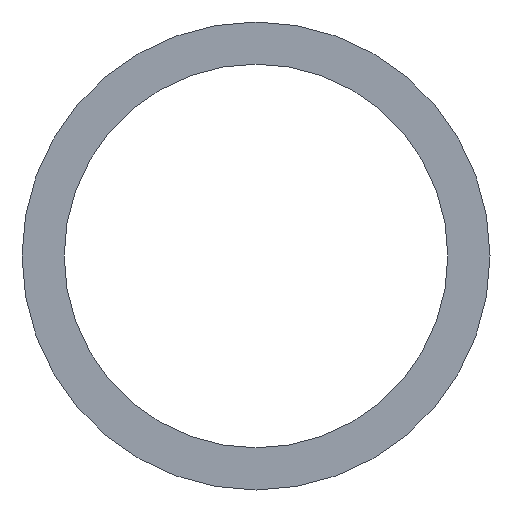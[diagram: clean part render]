
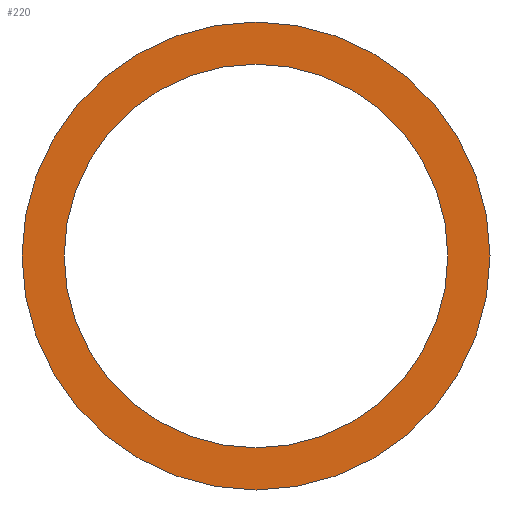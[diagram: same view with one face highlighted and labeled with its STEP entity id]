
A CAD part, front view. The second image highlights one B-rep face of the part: STEP entity #220.
In plain terms, the highlighted planar face has unit normal (0, -1, 0).
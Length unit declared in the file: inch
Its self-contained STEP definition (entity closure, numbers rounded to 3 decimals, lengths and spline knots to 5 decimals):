
#10 = DIRECTION ( 'NONE',  ( 0., 1., 0. ) ) ;
#14 = ORIENTED_EDGE ( 'NONE', *, *, #177, .T. ) ;
#18 = DIRECTION ( 'NONE',  ( 0., 0., 1. ) ) ;
#21 = CARTESIAN_POINT ( 'NONE',  ( 0., 0., 0.40985 ) ) ;
#27 = VERTEX_POINT ( 'NONE', #56 ) ;
#29 = CIRCLE ( 'NONE', #221, 0.40985 ) ;
#32 = CARTESIAN_POINT ( 'NONE',  ( 0., 0., 0. ) ) ;
#39 = CARTESIAN_POINT ( 'NONE',  ( 0., 0., 0. ) ) ;
#49 = EDGE_LOOP ( 'NONE', ( #14, #176 ) ) ;
#54 = CIRCLE ( 'NONE', #190, 0.40985 ) ;
#55 = DIRECTION ( 'NONE',  ( 0., 0., 1. ) ) ;
#56 = CARTESIAN_POINT ( 'NONE',  ( 0., 0., -0.40985 ) ) ;
#59 = DIRECTION ( 'NONE',  ( 0., 1., 0. ) ) ;
#66 = FACE_BOUND ( 'NONE', #49, .T. ) ;
#79 = DIRECTION ( 'NONE',  ( 0., 0., 1. ) ) ;
#81 = ORIENTED_EDGE ( 'NONE', *, *, #237, .F. ) ;
#93 = CARTESIAN_POINT ( 'NONE',  ( 0., 0., 0. ) ) ;
#94 = DIRECTION ( 'NONE',  ( 0., 1., 0. ) ) ;
#99 = EDGE_LOOP ( 'NONE', ( #217, #81 ) ) ;
#100 = DIRECTION ( 'NONE',  ( 0., 1., 0. ) ) ;
#102 = DIRECTION ( 'NONE',  ( 0., 0., 1. ) ) ;
#114 = CARTESIAN_POINT ( 'NONE',  ( 0., 0., 0. ) ) ;
#138 = CARTESIAN_POINT ( 'NONE',  ( 0., 0., 0.49985 ) ) ;
#141 = EDGE_CURVE ( 'NONE', #143, #158, #222, .T. ) ;
#143 = VERTEX_POINT ( 'NONE', #170 ) ;
#158 = VERTEX_POINT ( 'NONE', #138 ) ;
#165 = DIRECTION ( 'NONE',  ( 0., 0., 1. ) ) ;
#170 = CARTESIAN_POINT ( 'NONE',  ( 0., 0., -0.49985 ) ) ;
#176 = ORIENTED_EDGE ( 'NONE', *, *, #234, .T. ) ;
#177 = EDGE_CURVE ( 'NONE', #27, #238, #29, .T. ) ;
#184 = FACE_OUTER_BOUND ( 'NONE', #99, .T. ) ;
#185 = PLANE ( 'NONE',  #192 ) ;
#188 = AXIS2_PLACEMENT_3D ( 'NONE', #93, #100, #102 ) ;
#190 = AXIS2_PLACEMENT_3D ( 'NONE', #39, #59, #79 ) ;
#192 = AXIS2_PLACEMENT_3D ( 'NONE', #236, #239, #55 ) ;
#217 = ORIENTED_EDGE ( 'NONE', *, *, #141, .F. ) ;
#218 = AXIS2_PLACEMENT_3D ( 'NONE', #32, #10, #18 ) ;
#220 = ADVANCED_FACE ( 'NONE', ( #184, #66 ), #185, .F. ) ;
#221 = AXIS2_PLACEMENT_3D ( 'NONE', #114, #94, #165 ) ;
#222 = CIRCLE ( 'NONE', #218, 0.49985 ) ;
#234 = EDGE_CURVE ( 'NONE', #238, #27, #54, .T. ) ;
#236 = CARTESIAN_POINT ( 'NONE',  ( 0., 0., 0. ) ) ;
#237 = EDGE_CURVE ( 'NONE', #158, #143, #244, .T. ) ;
#238 = VERTEX_POINT ( 'NONE', #21 ) ;
#239 = DIRECTION ( 'NONE',  ( 0., 1., 0. ) ) ;
#244 = CIRCLE ( 'NONE', #188, 0.49985 ) ;
